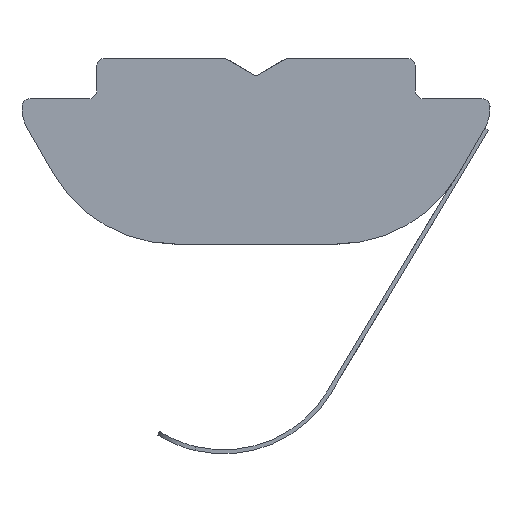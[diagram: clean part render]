
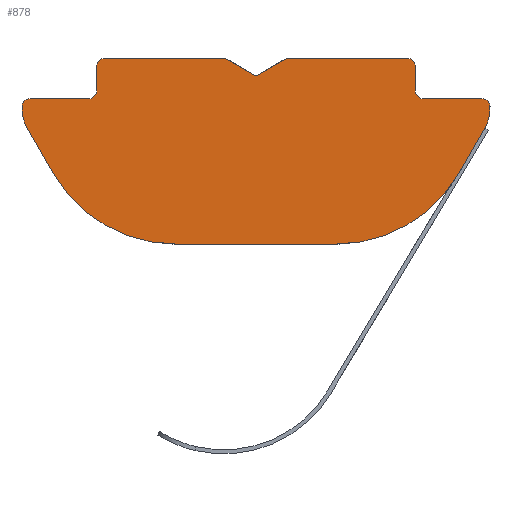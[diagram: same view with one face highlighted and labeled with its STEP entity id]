
A CAD part, left-side view. The second image highlights one B-rep face of the part: STEP entity #878.
In plain terms, the highlighted planar face has unit normal (-1, 0, 0).
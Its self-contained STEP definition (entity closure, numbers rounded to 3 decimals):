
#66=CIRCLE('',#950,0.2);
#67=CIRCLE('',#951,0.2);
#68=CIRCLE('',#952,0.2);
#69=CIRCLE('',#953,1.);
#70=CIRCLE('',#954,3.5);
#71=CIRCLE('',#955,3.5);
#72=CIRCLE('',#956,1.);
#73=CIRCLE('',#957,0.2);
#74=CIRCLE('',#958,0.2);
#75=CIRCLE('',#959,0.2);
#123=ORIENTED_EDGE('',*,*,#391,.T.);
#124=ORIENTED_EDGE('',*,*,#392,.T.);
#125=ORIENTED_EDGE('',*,*,#369,.F.);
#126=ORIENTED_EDGE('',*,*,#393,.F.);
#127=ORIENTED_EDGE('',*,*,#394,.F.);
#128=ORIENTED_EDGE('',*,*,#395,.T.);
#129=ORIENTED_EDGE('',*,*,#396,.F.);
#130=ORIENTED_EDGE('',*,*,#397,.F.);
#131=ORIENTED_EDGE('',*,*,#398,.F.);
#132=ORIENTED_EDGE('',*,*,#399,.F.);
#133=ORIENTED_EDGE('',*,*,#400,.F.);
#134=ORIENTED_EDGE('',*,*,#401,.F.);
#135=ORIENTED_EDGE('',*,*,#402,.F.);
#136=ORIENTED_EDGE('',*,*,#403,.F.);
#137=ORIENTED_EDGE('',*,*,#404,.F.);
#138=ORIENTED_EDGE('',*,*,#405,.F.);
#139=ORIENTED_EDGE('',*,*,#406,.F.);
#140=ORIENTED_EDGE('',*,*,#407,.T.);
#141=ORIENTED_EDGE('',*,*,#408,.F.);
#142=ORIENTED_EDGE('',*,*,#409,.F.);
#143=ORIENTED_EDGE('',*,*,#361,.F.);
#361=EDGE_CURVE('',#496,#497,#586,.T.);
#369=EDGE_CURVE('',#504,#505,#593,.T.);
#391=EDGE_CURVE('',#496,#524,#604,.T.);
#392=EDGE_CURVE('',#524,#505,#605,.T.);
#393=EDGE_CURVE('',#525,#504,#66,.T.);
#394=EDGE_CURVE('',#526,#525,#606,.T.);
#395=EDGE_CURVE('',#526,#527,#67,.T.);
#396=EDGE_CURVE('',#528,#527,#607,.T.);
#397=EDGE_CURVE('',#529,#528,#68,.T.);
#398=EDGE_CURVE('',#530,#529,#69,.T.);
#399=EDGE_CURVE('',#531,#530,#608,.T.);
#400=EDGE_CURVE('',#532,#531,#70,.T.);
#401=EDGE_CURVE('',#533,#532,#609,.T.);
#402=EDGE_CURVE('',#534,#533,#71,.T.);
#403=EDGE_CURVE('',#535,#534,#610,.T.);
#404=EDGE_CURVE('',#536,#535,#72,.T.);
#405=EDGE_CURVE('',#537,#536,#73,.T.);
#406=EDGE_CURVE('',#538,#537,#611,.T.);
#407=EDGE_CURVE('',#538,#539,#74,.T.);
#408=EDGE_CURVE('',#540,#539,#612,.T.);
#409=EDGE_CURVE('',#497,#540,#75,.T.);
#496=VERTEX_POINT('',#1283);
#497=VERTEX_POINT('',#1285);
#504=VERTEX_POINT('',#1300);
#505=VERTEX_POINT('',#1302);
#524=VERTEX_POINT('',#1345);
#525=VERTEX_POINT('',#1348);
#526=VERTEX_POINT('',#1350);
#527=VERTEX_POINT('',#1352);
#528=VERTEX_POINT('',#1354);
#529=VERTEX_POINT('',#1356);
#530=VERTEX_POINT('',#1358);
#531=VERTEX_POINT('',#1360);
#532=VERTEX_POINT('',#1362);
#533=VERTEX_POINT('',#1364);
#534=VERTEX_POINT('',#1366);
#535=VERTEX_POINT('',#1368);
#536=VERTEX_POINT('',#1370);
#537=VERTEX_POINT('',#1372);
#538=VERTEX_POINT('',#1374);
#539=VERTEX_POINT('',#1376);
#540=VERTEX_POINT('',#1378);
#586=LINE('',#1284,#671);
#593=LINE('',#1301,#678);
#604=LINE('',#1344,#689);
#605=LINE('',#1346,#690);
#606=LINE('',#1349,#691);
#607=LINE('',#1353,#692);
#608=LINE('',#1359,#693);
#609=LINE('',#1363,#694);
#610=LINE('',#1367,#695);
#611=LINE('',#1373,#696);
#612=LINE('',#1377,#697);
#671=VECTOR('',#1025,1000.);
#678=VECTOR('',#1036,1000.);
#689=VECTOR('',#1073,1000.);
#690=VECTOR('',#1074,1000.);
#691=VECTOR('',#1077,1000.);
#692=VECTOR('',#1080,1000.);
#693=VECTOR('',#1085,1000.);
#694=VECTOR('',#1088,1000.);
#695=VECTOR('',#1091,1000.);
#696=VECTOR('',#1096,1000.);
#697=VECTOR('',#1099,1000.);
#758=EDGE_LOOP('',(#123,#124,#125,#126,#127,#128,#129,#130,#131,#132,#133,
#134,#135,#136,#137,#138,#139,#140,#141,#142,#143));
#805=FACE_BOUND('',#758,.T.);
#852=PLANE('',#949);
#878=ADVANCED_FACE('',(#805),#852,.F.);
#949=AXIS2_PLACEMENT_3D('',#1343,#1071,#1072);
#950=AXIS2_PLACEMENT_3D('',#1347,#1075,#1076);
#951=AXIS2_PLACEMENT_3D('',#1351,#1078,#1079);
#952=AXIS2_PLACEMENT_3D('',#1355,#1081,#1082);
#953=AXIS2_PLACEMENT_3D('',#1357,#1083,#1084);
#954=AXIS2_PLACEMENT_3D('',#1361,#1086,#1087);
#955=AXIS2_PLACEMENT_3D('',#1365,#1089,#1090);
#956=AXIS2_PLACEMENT_3D('',#1369,#1092,#1093);
#957=AXIS2_PLACEMENT_3D('',#1371,#1094,#1095);
#958=AXIS2_PLACEMENT_3D('',#1375,#1097,#1098);
#959=AXIS2_PLACEMENT_3D('',#1379,#1100,#1101);
#1025=DIRECTION('',(0.,-1.,0.));
#1036=DIRECTION('',(0.,-1.,0.));
#1071=DIRECTION('',(1.,0.,0.));
#1072=DIRECTION('',(0.,0.,-1.));
#1073=DIRECTION('',(0.,0.868,-0.497));
#1074=DIRECTION('',(0.,0.868,0.497));
#1075=DIRECTION('',(1.,0.,0.));
#1076=DIRECTION('',(0.,0.,-1.));
#1077=DIRECTION('',(0.,0.,1.));
#1078=DIRECTION('',(1.,0.,0.));
#1079=DIRECTION('',(0.,0.,-1.));
#1080=DIRECTION('',(0.,-1.,0.));
#1081=DIRECTION('',(1.,0.,0.));
#1082=DIRECTION('',(0.,0.,-1.));
#1083=DIRECTION('',(1.,0.,0.));
#1084=DIRECTION('',(0.,0.,-1.));
#1085=DIRECTION('',(0.,0.499,0.867));
#1086=DIRECTION('',(1.,0.,0.));
#1087=DIRECTION('',(0.,0.,-1.));
#1088=DIRECTION('',(0.,1.,0.));
#1089=DIRECTION('',(1.,0.,0.));
#1090=DIRECTION('',(0.,0.,-1.));
#1091=DIRECTION('',(0.,0.499,-0.867));
#1092=DIRECTION('',(1.,0.,0.));
#1093=DIRECTION('',(0.,0.,-1.));
#1094=DIRECTION('',(1.,0.,0.));
#1095=DIRECTION('',(0.,0.,-1.));
#1096=DIRECTION('',(0.,-1.,0.));
#1097=DIRECTION('',(1.,0.,0.));
#1098=DIRECTION('',(0.,0.,-1.));
#1099=DIRECTION('',(0.,0.,-1.));
#1100=DIRECTION('',(1.,0.,0.));
#1101=DIRECTION('',(0.,0.,-1.));
#1283=CARTESIAN_POINT('',(-8.,-0.75,0.));
#1284=CARTESIAN_POINT('',(-8.,3.75,0.));
#1285=CARTESIAN_POINT('',(-8.,-3.75,0.));
#1300=CARTESIAN_POINT('',(-8.,3.75,0.));
#1301=CARTESIAN_POINT('',(-8.,3.75,0.));
#1302=CARTESIAN_POINT('',(-8.,0.75,0.));
#1343=CARTESIAN_POINT('',(-8.,-3.75,-0.2));
#1344=CARTESIAN_POINT('',(-8.,-0.75,0.));
#1345=CARTESIAN_POINT('',(-8.,0.,-0.43));
#1346=CARTESIAN_POINT('',(-8.,0.,-0.43));
#1347=CARTESIAN_POINT('',(-8.,3.75,-0.2));
#1348=CARTESIAN_POINT('',(-8.,3.95,-0.2));
#1349=CARTESIAN_POINT('',(-8.,3.95,-0.8));
#1350=CARTESIAN_POINT('',(-8.,3.95,-0.8));
#1351=CARTESIAN_POINT('',(-8.,4.15,-0.8));
#1352=CARTESIAN_POINT('',(-8.,4.15,-1.));
#1353=CARTESIAN_POINT('',(-8.,5.599,-1.));
#1354=CARTESIAN_POINT('',(-8.,5.599,-1.));
#1355=CARTESIAN_POINT('',(-8.,5.599,-1.2));
#1356=CARTESIAN_POINT('',(-8.,5.799,-1.193));
#1357=CARTESIAN_POINT('',(-8.,4.8,-1.23));
#1358=CARTESIAN_POINT('',(-8.,5.667,-1.729));
#1359=CARTESIAN_POINT('',(-8.,5.023,-2.847));
#1360=CARTESIAN_POINT('',(-8.,5.023,-2.847));
#1361=CARTESIAN_POINT('',(-8.,1.99,-1.1));
#1362=CARTESIAN_POINT('',(-8.,1.99,-4.6));
#1363=CARTESIAN_POINT('',(-8.,-1.99,-4.6));
#1364=CARTESIAN_POINT('',(-8.,-1.99,-4.6));
#1365=CARTESIAN_POINT('',(-8.,-1.99,-1.1));
#1366=CARTESIAN_POINT('',(-8.,-5.023,-2.847));
#1367=CARTESIAN_POINT('',(-8.,-5.667,-1.729));
#1368=CARTESIAN_POINT('',(-8.,-5.667,-1.729));
#1369=CARTESIAN_POINT('',(-8.,-4.8,-1.23));
#1370=CARTESIAN_POINT('',(-8.,-5.799,-1.193));
#1371=CARTESIAN_POINT('',(-8.,-5.599,-1.2));
#1372=CARTESIAN_POINT('',(-8.,-5.599,-1.));
#1373=CARTESIAN_POINT('',(-8.,-4.15,-1.));
#1374=CARTESIAN_POINT('',(-8.,-4.15,-1.));
#1375=CARTESIAN_POINT('',(-8.,-4.15,-0.8));
#1376=CARTESIAN_POINT('',(-8.,-3.95,-0.8));
#1377=CARTESIAN_POINT('',(-8.,-3.95,-0.2));
#1378=CARTESIAN_POINT('',(-8.,-3.95,-0.2));
#1379=CARTESIAN_POINT('',(-8.,-3.75,-0.2));
